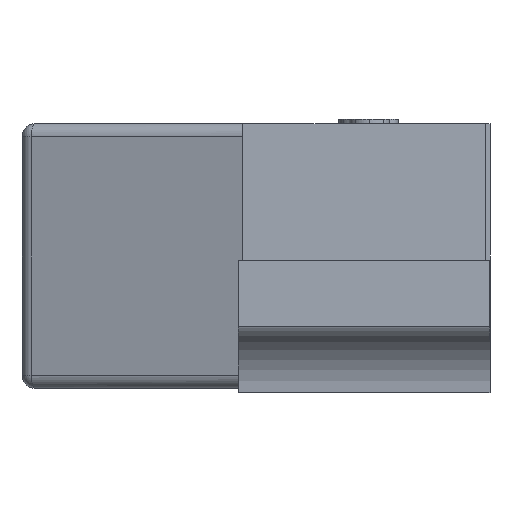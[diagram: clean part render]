
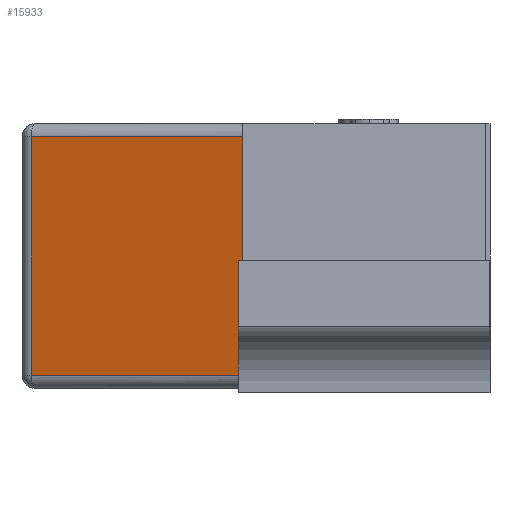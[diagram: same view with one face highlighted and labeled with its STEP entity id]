
A CAD part, left-side view. The second image highlights one B-rep face of the part: STEP entity #15933.
In plain terms, the highlighted planar face has unit normal (-0.955, 0.298, 0).
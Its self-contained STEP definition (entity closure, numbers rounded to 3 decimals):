
#381 = CARTESIAN_POINT ( 'NONE',  ( -0.606, 0.55, -0.27 ) ) ;
#551 = VERTEX_POINT ( 'NONE', #381 ) ;
#749 = CARTESIAN_POINT ( 'NONE',  ( -0.457, 1.029, -0.27 ) ) ;
#1180 = FACE_OUTER_BOUND ( 'NONE', #13182, .T. ) ;
#1743 = VERTEX_POINT ( 'NONE', #7589 ) ;
#1955 = VECTOR ( 'NONE', #12529, 1000. ) ;
#2274 = PLANE ( 'NONE',  #11549 ) ;
#2372 = VECTOR ( 'NONE', #10797, 1000. ) ;
#2969 = CARTESIAN_POINT ( 'NONE',  ( -0.45, 1.05, 0.27 ) ) ;
#4306 = LINE ( 'NONE', #14478, #2372 ) ;
#4501 = EDGE_CURVE ( 'NONE', #11818, #12847, #12477, .T. ) ;
#4651 = EDGE_CURVE ( 'NONE', #12847, #551, #4306, .T. ) ;
#5422 = ORIENTED_EDGE ( 'NONE', *, *, #4501, .T. ) ;
#6370 = EDGE_CURVE ( 'NONE', #1743, #551, #7311, .T. ) ;
#6898 = VECTOR ( 'NONE', #7077, 1000. ) ;
#7077 = DIRECTION ( 'NONE',  ( 0.298, 0.954, 0. ) ) ;
#7311 = LINE ( 'NONE', #15281, #1955 ) ;
#7589 = CARTESIAN_POINT ( 'NONE',  ( -0.606, 0.55, 0.27 ) ) ;
#8878 = DIRECTION ( 'NONE',  ( 0., 0., 1. ) ) ;
#8984 = ORIENTED_EDGE ( 'NONE', *, *, #6370, .F. ) ;
#9042 = VECTOR ( 'NONE', #13722, 1000. ) ;
#10158 = EDGE_CURVE ( 'NONE', #1743, #11818, #15992, .T. ) ;
#10797 = DIRECTION ( 'NONE',  ( -0.298, -0.954, 0. ) ) ;
#11350 = DIRECTION ( 'NONE',  ( 0.954, -0.298, 0. ) ) ;
#11549 = AXIS2_PLACEMENT_3D ( 'NONE', #16450, #11350, #8878 ) ;
#11818 = VERTEX_POINT ( 'NONE', #15079 ) ;
#12477 = LINE ( 'NONE', #14821, #9042 ) ;
#12529 = DIRECTION ( 'NONE',  ( 0., 0., -1. ) ) ;
#12847 = VERTEX_POINT ( 'NONE', #749 ) ;
#13182 = EDGE_LOOP ( 'NONE', ( #5422, #15266, #8984, #13881 ) ) ;
#13722 = DIRECTION ( 'NONE',  ( 0., 0., -1. ) ) ;
#13881 = ORIENTED_EDGE ( 'NONE', *, *, #10158, .T. ) ;
#14478 = CARTESIAN_POINT ( 'NONE',  ( -0.606, 0.55, -0.27 ) ) ;
#14821 = CARTESIAN_POINT ( 'NONE',  ( -0.457, 1.029, -0.3 ) ) ;
#15079 = CARTESIAN_POINT ( 'NONE',  ( -0.457, 1.029, 0.27 ) ) ;
#15266 = ORIENTED_EDGE ( 'NONE', *, *, #4651, .T. ) ;
#15281 = CARTESIAN_POINT ( 'NONE',  ( -0.606, 0.55, 0. ) ) ;
#15933 = ADVANCED_FACE ( 'NONE', ( #1180 ), #2274, .F. ) ;
#15992 = LINE ( 'NONE', #2969, #6898 ) ;
#16450 = CARTESIAN_POINT ( 'NONE',  ( -0.45, 1.05, 0. ) ) ;
